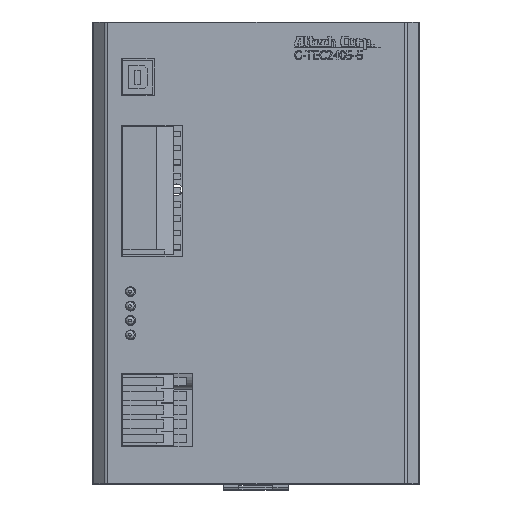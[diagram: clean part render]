
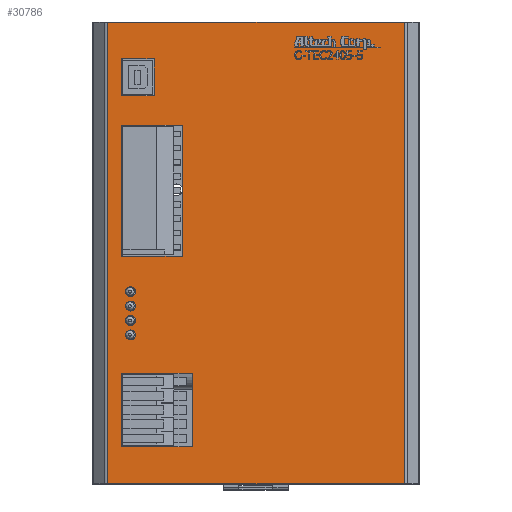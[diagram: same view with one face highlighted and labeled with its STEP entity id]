
A CAD part, top view. The second image highlights one B-rep face of the part: STEP entity #30786.
In plain terms, the highlighted planar face has unit normal (0, 0, 1).
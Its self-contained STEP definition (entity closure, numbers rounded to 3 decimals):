
#794=FACE_BOUND('',#5464,.T.);
#795=FACE_BOUND('',#5465,.T.);
#796=FACE_BOUND('',#5466,.T.);
#797=FACE_BOUND('',#5467,.T.);
#798=FACE_BOUND('',#5468,.T.);
#799=FACE_BOUND('',#5469,.T.);
#800=FACE_BOUND('',#5470,.T.);
#1112=CIRCLE('',#34801,1.75);
#1114=CIRCLE('',#34804,1.75);
#1116=CIRCLE('',#34807,1.75);
#1118=CIRCLE('',#34810,1.75);
#3623=FACE_OUTER_BOUND('',#5463,.T.);
#5463=EDGE_LOOP('',(#24471,#24472,#24473,#24474));
#5464=EDGE_LOOP('',(#24475,#24476,#24477,#24478));
#5465=EDGE_LOOP('',(#24479,#24480,#24481,#24482));
#5466=EDGE_LOOP('',(#24483,#24484,#24485,#24486));
#5467=EDGE_LOOP('',(#24487));
#5468=EDGE_LOOP('',(#24488));
#5469=EDGE_LOOP('',(#24489));
#5470=EDGE_LOOP('',(#24490));
#8086=LINE('',#48739,#11454);
#8087=LINE('',#48742,#11455);
#8203=LINE('',#49004,#11571);
#8206=LINE('',#49010,#11574);
#8209=LINE('',#49016,#11577);
#8212=LINE('',#49020,#11580);
#8214=LINE('',#49025,#11582);
#8217=LINE('',#49029,#11585);
#8220=LINE('',#49037,#11588);
#8223=LINE('',#49043,#11591);
#8226=LINE('',#49049,#11594);
#8229=LINE('',#49053,#11597);
#8242=LINE('',#49133,#11610);
#8247=LINE('',#49154,#11615);
#8258=LINE('',#49186,#11626);
#8259=LINE('',#49187,#11627);
#11454=VECTOR('',#40086,46.3);
#11455=VECTOR('',#40089,21.5);
#11571=VECTOR('',#40313,25.);
#11574=VECTOR('',#40318,26.1);
#11577=VECTOR('',#40323,25.);
#11580=VECTOR('',#40328,26.1);
#11582=VECTOR('',#40332,46.3);
#11585=VECTOR('',#40337,21.5);
#11588=VECTOR('',#40342,11.6);
#11591=VECTOR('',#40347,13.);
#11594=VECTOR('',#40352,11.6);
#11597=VECTOR('',#40357,13.);
#11610=VECTOR('',#40464,163.);
#11615=VECTOR('',#40483,163.);
#11626=VECTOR('',#40528,104.672);
#11627=VECTOR('',#40529,104.672);
#14274=VERTEX_POINT('',#48255);
#14276=VERTEX_POINT('',#48261);
#14278=VERTEX_POINT('',#48267);
#14280=VERTEX_POINT('',#48273);
#14451=VERTEX_POINT('',#48733);
#14453=VERTEX_POINT('',#48737);
#14454=VERTEX_POINT('',#48741);
#14545=VERTEX_POINT('',#49001);
#14546=VERTEX_POINT('',#49003);
#14548=VERTEX_POINT('',#49009);
#14550=VERTEX_POINT('',#49015);
#14552=VERTEX_POINT('',#49024);
#14555=VERTEX_POINT('',#49034);
#14556=VERTEX_POINT('',#49036);
#14558=VERTEX_POINT('',#49042);
#14560=VERTEX_POINT('',#49048);
#14579=VERTEX_POINT('',#49130);
#14580=VERTEX_POINT('',#49132);
#14586=VERTEX_POINT('',#49147);
#14589=VERTEX_POINT('',#49152);
#17696=EDGE_CURVE('',#14274,#14274,#1112,.T.);
#17699=EDGE_CURVE('',#14276,#14276,#1114,.T.);
#17702=EDGE_CURVE('',#14278,#14278,#1116,.T.);
#17705=EDGE_CURVE('',#14280,#14280,#1118,.T.);
#17945=EDGE_CURVE('',#14453,#14451,#8086,.T.);
#17946=EDGE_CURVE('',#14454,#14451,#8087,.T.);
#18076=EDGE_CURVE('',#14546,#14545,#8203,.T.);
#18079=EDGE_CURVE('',#14548,#14546,#8206,.T.);
#18082=EDGE_CURVE('',#14550,#14548,#8209,.T.);
#18085=EDGE_CURVE('',#14545,#14550,#8212,.T.);
#18087=EDGE_CURVE('',#14552,#14454,#8214,.T.);
#18090=EDGE_CURVE('',#14453,#14552,#8217,.T.);
#18093=EDGE_CURVE('',#14556,#14555,#8220,.T.);
#18096=EDGE_CURVE('',#14558,#14556,#8223,.T.);
#18099=EDGE_CURVE('',#14560,#14558,#8226,.T.);
#18102=EDGE_CURVE('',#14555,#14560,#8229,.T.);
#18141=EDGE_CURVE('',#14580,#14579,#8242,.T.);
#18151=EDGE_CURVE('',#14586,#14589,#8247,.T.);
#18166=EDGE_CURVE('',#14586,#14579,#8258,.T.);
#18167=EDGE_CURVE('',#14580,#14589,#8259,.T.);
#24471=ORIENTED_EDGE('',*,*,#18141,.T.);
#24472=ORIENTED_EDGE('',*,*,#18166,.F.);
#24473=ORIENTED_EDGE('',*,*,#18151,.T.);
#24474=ORIENTED_EDGE('',*,*,#18167,.F.);
#24475=ORIENTED_EDGE('',*,*,#18082,.T.);
#24476=ORIENTED_EDGE('',*,*,#18079,.T.);
#24477=ORIENTED_EDGE('',*,*,#18076,.T.);
#24478=ORIENTED_EDGE('',*,*,#18085,.T.);
#24479=ORIENTED_EDGE('',*,*,#18090,.T.);
#24480=ORIENTED_EDGE('',*,*,#18087,.T.);
#24481=ORIENTED_EDGE('',*,*,#17946,.T.);
#24482=ORIENTED_EDGE('',*,*,#17945,.F.);
#24483=ORIENTED_EDGE('',*,*,#18099,.T.);
#24484=ORIENTED_EDGE('',*,*,#18096,.T.);
#24485=ORIENTED_EDGE('',*,*,#18093,.T.);
#24486=ORIENTED_EDGE('',*,*,#18102,.T.);
#24487=ORIENTED_EDGE('',*,*,#17705,.T.);
#24488=ORIENTED_EDGE('',*,*,#17702,.T.);
#24489=ORIENTED_EDGE('',*,*,#17699,.T.);
#24490=ORIENTED_EDGE('',*,*,#17696,.T.);
#29425=PLANE('',#35029);
#30786=ADVANCED_FACE('',(#3623,#794,#795,#796,#797,#798,#799,#800),#29425,
 .T.);
#34801=AXIS2_PLACEMENT_3D('',#48256,#39688,#39689);
#34804=AXIS2_PLACEMENT_3D('',#48262,#39695,#39696);
#34807=AXIS2_PLACEMENT_3D('',#48268,#39702,#39703);
#34810=AXIS2_PLACEMENT_3D('',#48274,#39709,#39710);
#35029=AXIS2_PLACEMENT_3D('',#49185,#40526,#40527);
#39688=DIRECTION('center_axis',(0.,0.,-1.));
#39689=DIRECTION('ref_axis',(1.,0.,0.));
#39695=DIRECTION('center_axis',(0.,0.,-1.));
#39696=DIRECTION('ref_axis',(1.,0.,0.));
#39702=DIRECTION('center_axis',(0.,0.,-1.));
#39703=DIRECTION('ref_axis',(1.,0.,0.));
#39709=DIRECTION('center_axis',(0.,0.,-1.));
#39710=DIRECTION('ref_axis',(1.,0.,0.));
#40086=DIRECTION('',(0.,1.,0.));
#40089=DIRECTION('',(1.,0.,0.));
#40313=DIRECTION('',(1.,0.,0.));
#40318=DIRECTION('',(0.,1.,0.));
#40323=DIRECTION('',(-1.,0.,0.));
#40328=DIRECTION('',(0.,-1.,0.));
#40332=DIRECTION('',(0.,1.,0.));
#40337=DIRECTION('',(-1.,0.,0.));
#40342=DIRECTION('',(1.,0.,0.));
#40347=DIRECTION('',(0.,1.,0.));
#40352=DIRECTION('',(-1.,0.,0.));
#40357=DIRECTION('',(0.,-1.,0.));
#40464=DIRECTION('',(0.,1.,0.));
#40483=DIRECTION('',(0.,-1.,0.));
#40526=DIRECTION('center_axis',(0.,0.,1.));
#40527=DIRECTION('ref_axis',(1.,0.,0.));
#40528=DIRECTION('',(1.,0.,0.));
#40529=DIRECTION('',(-1.,0.,0.));
#48255=CARTESIAN_POINT('',(25.729,203.366,136.81));
#48256=CARTESIAN_POINT('Origin',(27.479,203.366,136.81));
#48261=CARTESIAN_POINT('',(25.729,198.286,136.81));
#48262=CARTESIAN_POINT('Origin',(27.479,198.286,136.81));
#48267=CARTESIAN_POINT('',(25.729,193.206,136.81));
#48268=CARTESIAN_POINT('Origin',(27.479,193.206,136.81));
#48273=CARTESIAN_POINT('',(25.729,188.106,136.81));
#48274=CARTESIAN_POINT('Origin',(27.479,188.106,136.81));
#48733=CARTESIAN_POINT('',(45.736,262.186,136.81));
#48737=CARTESIAN_POINT('',(45.736,215.886,136.81));
#48739=CARTESIAN_POINT('',(45.736,239.036,136.81));
#48741=CARTESIAN_POINT('',(24.236,262.186,136.81));
#48742=CARTESIAN_POINT('',(53.759,262.186,136.81));
#49001=CARTESIAN_POINT('',(49.236,174.636,136.81));
#49003=CARTESIAN_POINT('',(24.236,174.636,136.81));
#49004=CARTESIAN_POINT('',(54.259,174.636,136.81));
#49009=CARTESIAN_POINT('',(24.236,148.536,136.81));
#49010=CARTESIAN_POINT('',(24.236,189.336,136.81));
#49015=CARTESIAN_POINT('',(49.236,148.536,136.81));
#49016=CARTESIAN_POINT('',(54.259,148.536,136.81));
#49020=CARTESIAN_POINT('',(49.236,189.336,136.81));
#49024=CARTESIAN_POINT('',(24.236,215.886,136.81));
#49025=CARTESIAN_POINT('',(24.236,228.061,136.81));
#49029=CARTESIAN_POINT('',(53.759,215.886,136.81));
#49034=CARTESIAN_POINT('',(35.836,285.586,136.81));
#49036=CARTESIAN_POINT('',(24.236,285.586,136.81));
#49037=CARTESIAN_POINT('',(50.909,285.586,136.81));
#49042=CARTESIAN_POINT('',(24.236,272.586,136.81));
#49043=CARTESIAN_POINT('',(24.236,248.086,136.81));
#49048=CARTESIAN_POINT('',(35.836,272.586,136.81));
#49049=CARTESIAN_POINT('',(50.909,272.586,136.81));
#49053=CARTESIAN_POINT('',(35.836,248.086,136.81));
#49130=CARTESIAN_POINT('',(124.118,298.586,136.81));
#49132=CARTESIAN_POINT('',(124.118,135.586,136.81));
#49133=CARTESIAN_POINT('',(124.118,217.086,136.81));
#49147=CARTESIAN_POINT('',(19.446,298.586,136.81));
#49152=CARTESIAN_POINT('',(19.446,135.586,136.81));
#49154=CARTESIAN_POINT('',(19.446,217.086,136.81));
#49185=CARTESIAN_POINT('Origin',(71.782,217.086,136.81));
#49186=CARTESIAN_POINT('',(124.532,298.586,136.81));
#49187=CARTESIAN_POINT('',(19.032,135.586,136.81));
